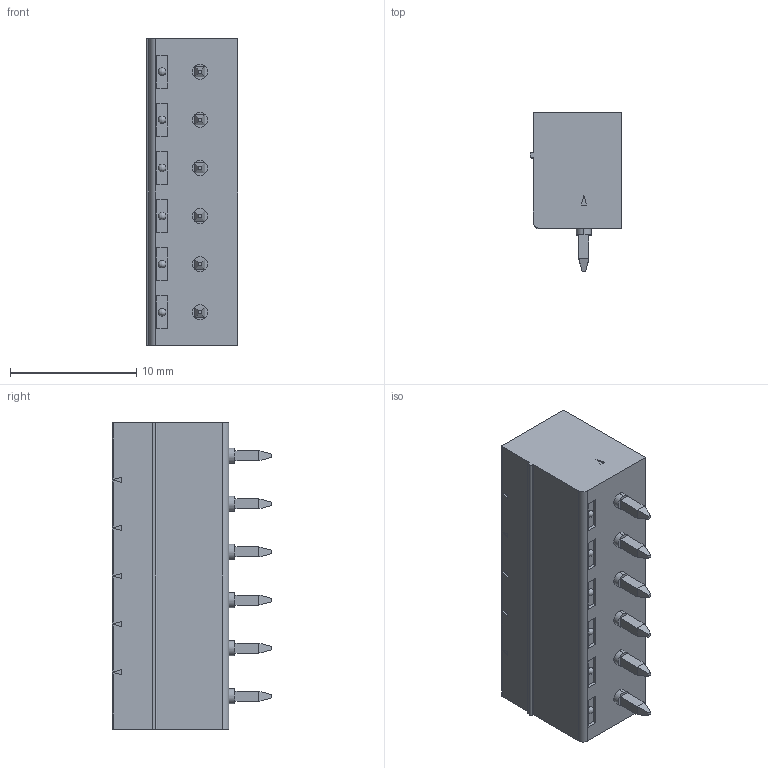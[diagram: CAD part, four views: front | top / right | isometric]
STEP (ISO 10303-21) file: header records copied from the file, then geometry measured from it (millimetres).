
FILE_DESCRIPTION (( 'STEP AP214' ), '1' );
FILE_NAME ('User Library-1803468.STEP', '2015-12-16T09:45:55', ( 'Windows User' ), ( '' ), 'SwSTEP 2.0', 'SolidWorks 2016', '' );
FILE_SCHEMA (( 'AUTOMOTIVE_DESIGN' ));
Length unit declared in the file: millimetre
Products named in the file (2): User Library-1803468_mcv_1.5-6-g-3.81_1; User Library-1803468
Assembly tree (1 placements, depth 2):
  User Library-1803468
    User Library-1803468_mcv_1.5-6-g-3.81_1
Bounding box: 7.25 x 12.6 x 24.25 mm (x, y, z)
Volume: 918.9 mm3; surface area: 2027.1 mm2
Topology: 1 solids, 1 shells, 421 faces, 1055 edges, 676 vertices
Faces by surface type: plane 340, cylinder 69, cone 6, bspline 6
Entity records: 17111 total; most frequent: CARTESIAN_POINT 2373, ORIENTED_EDGE 2076, DIRECTION 1996, EDGE_CURVE 1038, LINE 870, VECTOR 870, VERTEX_POINT 676, AXIS2_PLACEMENT_3D 563
